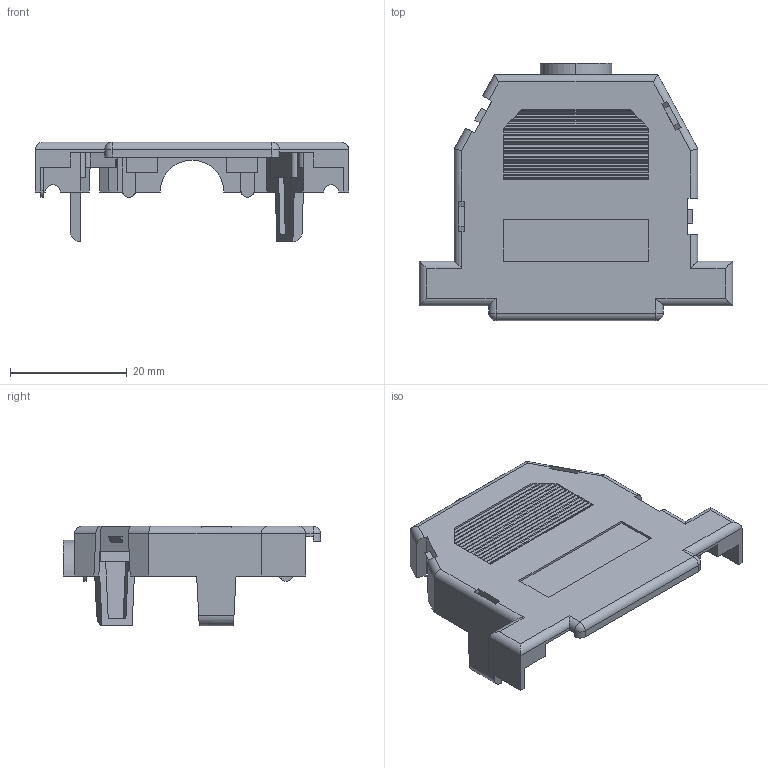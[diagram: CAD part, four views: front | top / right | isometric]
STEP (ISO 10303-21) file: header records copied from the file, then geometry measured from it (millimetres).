
FILE_DESCRIPTION(('FreeCAD Model'),'2;1');
FILE_NAME('956-025-010R0.STEP', '2021-06-08T08:53:51',('Author'),(''), 'Open CASCADE STEP processor 7.4','FreeCAD','Unknown');
FILE_SCHEMA(('AUTOMOTIVE_DESIGN { 1 0 10303 214 1 1 1 1 }'));
Length unit declared in the file: millimetre
Products named in the file (1): 956-025-010R031
Bounding box: 53.59 x 43.99 x 17.02 mm (x, y, z)
Volume: 4253.4 mm3; surface area: 6196 mm2
Topology: 1 solids, 1 shells, 260 faces, 664 edges, 408 vertices
Faces by surface type: plane 216, cylinder 42, sphere 2
Entity records: 9445 total; most frequent: CARTESIAN_POINT 1403, ORIENTED_EDGE 1324, DIRECTION 1218, EDGE_CURVE 662, LINE 580, VECTOR 580, VERTEX_POINT 408, AXIS2_PLACEMENT_3D 319
